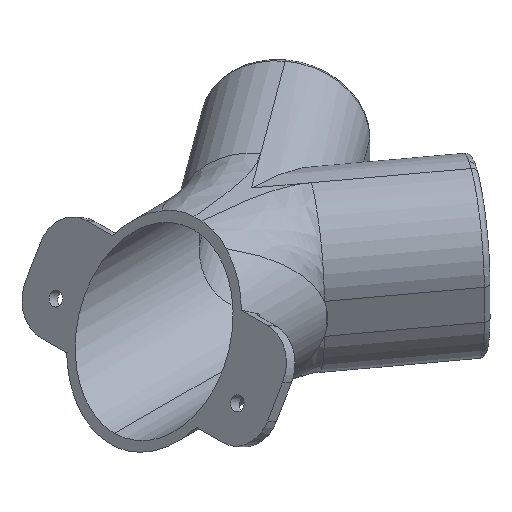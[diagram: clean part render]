
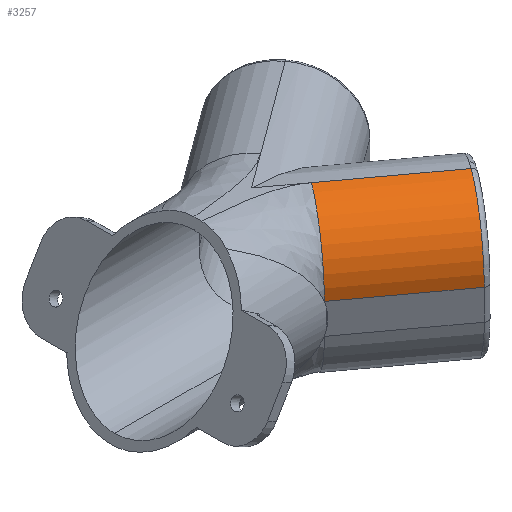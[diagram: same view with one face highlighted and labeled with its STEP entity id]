
A CAD part, isometric view. The second image highlights one B-rep face of the part: STEP entity #3257.
In plain terms, the highlighted cylindrical face has radius 19.05 mm (diameter 38.1 mm), a partial arc.
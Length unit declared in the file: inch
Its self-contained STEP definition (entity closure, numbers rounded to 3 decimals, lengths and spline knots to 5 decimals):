
#181 = LINE ( 'NONE', #199, #1317 ) ;
#199 = CARTESIAN_POINT ( 'NONE',  ( 3.36616, -1.18806, 0.9375 ) ) ;
#274 = DIRECTION ( 'NONE',  ( -0.806, 0.592, 0. ) ) ;
#312 = DIRECTION ( 'NONE',  ( 0.592, 0.806, 0. ) ) ;
#419 = EDGE_CURVE ( 'NONE', #957, #3117, #1669, .T. ) ;
#468 = DIRECTION ( 'NONE',  ( 0.806, -0.592, 0. ) ) ;
#539 = CARTESIAN_POINT ( 'NONE',  ( 2.87396, -1.75712, 0.1875 ) ) ;
#563 = CARTESIAN_POINT ( 'NONE',  ( 2.17553, -0.31398, 0.1875 ) ) ;
#597 = EDGE_CURVE ( 'NONE', #2101, #2044, #1455, .T. ) ;
#731 = CARTESIAN_POINT ( 'NONE',  ( 1.7317, -0.91856, 0.1875 ) ) ;
#797 = CYLINDRICAL_SURFACE ( 'NONE', #3252, 0.75 ) ;
#924 = AXIS2_PLACEMENT_3D ( 'NONE', #3185, #968, #2939 ) ;
#957 = VERTEX_POINT ( 'NONE', #539 ) ;
#968 = DIRECTION ( 'NONE',  ( -0.806, 0.592, 0. ) ) ;
#985 = CARTESIAN_POINT ( 'NONE',  ( 0.48047, 0., 0.1875 ) ) ;
#1229 = CARTESIAN_POINT ( 'NONE',  ( 3.3178, -1.15255, 0.9375 ) ) ;
#1317 = VECTOR ( 'NONE', #468, 39.37008 ) ;
#1366 = VECTOR ( 'NONE', #274, 39.37008 ) ;
#1455 = CIRCLE ( 'NONE', #2911, 0.75 ) ;
#1485 = LINE ( 'NONE', #985, #1366 ) ;
#1669 = CIRCLE ( 'NONE', #924, 0.75 ) ;
#1683 = ORIENTED_EDGE ( 'NONE', *, *, #3093, .F. ) ;
#1717 = CARTESIAN_POINT ( 'NONE',  ( 2.17553, -0.31398, 0.9375 ) ) ;
#1815 = DIRECTION ( 'NONE',  ( -0.806, 0.592, 0. ) ) ;
#1843 = FACE_OUTER_BOUND ( 'NONE', #3044, .T. ) ;
#1872 = CARTESIAN_POINT ( 'NONE',  ( 0.61209, 0.83377, 0.1875 ) ) ;
#2044 = VERTEX_POINT ( 'NONE', #731 ) ;
#2101 = VERTEX_POINT ( 'NONE', #1717 ) ;
#2504 = ORIENTED_EDGE ( 'NONE', *, *, #597, .T. ) ;
#2569 = DIRECTION ( 'NONE',  ( 0.806, -0.592, 0. ) ) ;
#2592 = DIRECTION ( 'NONE',  ( -0.592, -0.806, 0. ) ) ;
#2604 = EDGE_CURVE ( 'NONE', #957, #2044, #1485, .T. ) ;
#2655 = ORIENTED_EDGE ( 'NONE', *, *, #419, .T. ) ;
#2911 = AXIS2_PLACEMENT_3D ( 'NONE', #563, #2569, #312 ) ;
#2939 = DIRECTION ( 'NONE',  ( -0.592, -0.806, 0. ) ) ;
#2997 = ORIENTED_EDGE ( 'NONE', *, *, #2604, .F. ) ;
#3044 = EDGE_LOOP ( 'NONE', ( #2997, #2655, #1683, #2504 ) ) ;
#3093 = EDGE_CURVE ( 'NONE', #2101, #3117, #181, .T. ) ;
#3117 = VERTEX_POINT ( 'NONE', #1229 ) ;
#3185 = CARTESIAN_POINT ( 'NONE',  ( 3.3178, -1.15255, 0.1875 ) ) ;
#3252 = AXIS2_PLACEMENT_3D ( 'NONE', #1872, #1815, #2592 ) ;
#3257 = ADVANCED_FACE ( 'NONE', ( #1843 ), #797, .T. ) ;
